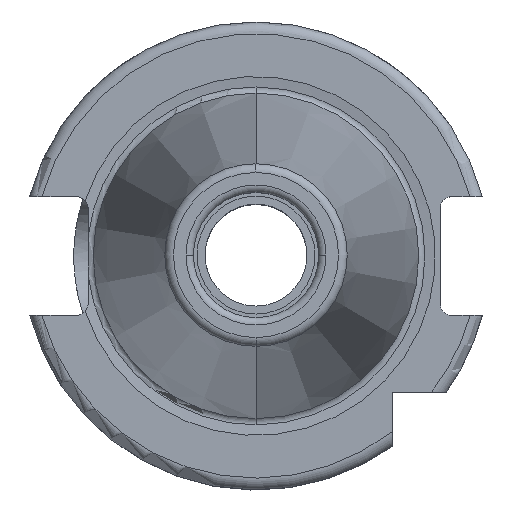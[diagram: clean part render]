
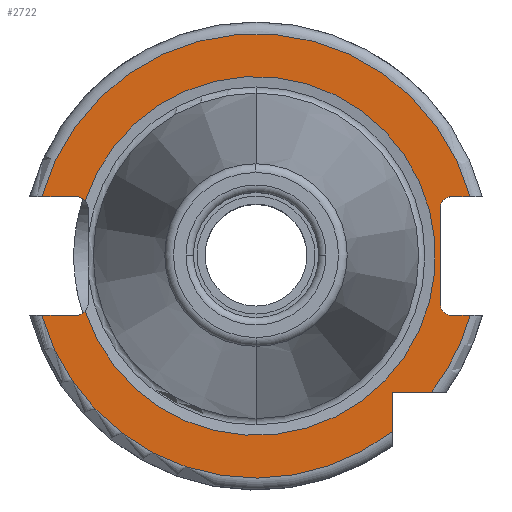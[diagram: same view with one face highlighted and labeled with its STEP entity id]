
A CAD part, top view. The second image highlights one B-rep face of the part: STEP entity #2722.
In plain terms, the highlighted face is planar.
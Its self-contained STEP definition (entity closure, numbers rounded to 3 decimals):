
#168=CARTESIAN_POINT('',(24.4,6.45,3.2));
#169=DIRECTION('',(0.,0.,1.));
#170=DIRECTION('',(0.,1.,0.));
#171=AXIS2_PLACEMENT_3D('',#168,#169,#170);
#198=CARTESIAN_POINT('',(23.189,-7.496,3.2));
#203=CARTESIAN_POINT('',(24.4,-6.45,3.2));
#204=DIRECTION('',(0.,0.,1.));
#205=DIRECTION('',(-0.757,-0.654,0.));
#206=AXIS2_PLACEMENT_3D('',#203,#204,#205);
#243=CARTESIAN_POINT('',(0.,0.,3.2));
#244=DIRECTION('',(0.,0.,1.));
#245=DIRECTION('',(0.952,0.308,0.));
#246=AXIS2_PLACEMENT_3D('',#243,#244,#245);
#251=DIRECTION('',(0.,1.,0.));
#252=VECTOR('',#251,12.9);
#253=CARTESIAN_POINT('',(-25.,-6.45,3.2));
#254=LINE('',#253,#252);
#258=DIRECTION('',(1.,0.,0.));
#259=VECTOR('',#258,2.481);
#260=CARTESIAN_POINT('',(-29.081,-8.05,3.2));
#261=LINE('',#260,#259);
#265=DIRECTION('',(-1.,0.,0.));
#266=VECTOR('',#265,5.339);
#267=CARTESIAN_POINT('',(-18.5,-18.5,3.2));
#268=LINE('',#267,#266);
#272=DIRECTION('',(0.,1.,0.));
#273=VECTOR('',#272,5.339);
#274=CARTESIAN_POINT('',(-18.5,-23.839,3.2));
#275=LINE('',#274,#273);
#279=DIRECTION('',(-1.,0.,0.));
#280=VECTOR('',#279,4.681);
#281=CARTESIAN_POINT('',(29.081,-8.05,3.2));
#282=LINE('',#281,#280);
#286=DIRECTION('',(-1.,0.,0.));
#287=VECTOR('',#286,4.681);
#288=CARTESIAN_POINT('',(29.081,8.05,3.2));
#289=LINE('',#288,#287);
#293=DIRECTION('',(1.,0.,0.));
#294=VECTOR('',#293,2.481);
#295=CARTESIAN_POINT('',(-29.081,8.05,3.2));
#296=LINE('',#295,#294);
#307=CARTESIAN_POINT('',(-26.6,6.45,3.2));
#308=DIRECTION('',(0.,0.,1.));
#309=DIRECTION('',(1.,0.,0.));
#310=AXIS2_PLACEMENT_3D('',#307,#308,#309);
#371=CARTESIAN_POINT('',(-29.081,8.05,3.2));
#383=CARTESIAN_POINT('',(0.,0.,3.2));
#384=DIRECTION('',(0.,0.,-1.));
#385=DIRECTION('',(-0.964,0.267,0.));
#386=AXIS2_PLACEMENT_3D('',#383,#384,#385);
#398=CARTESIAN_POINT('',(29.081,8.05,3.2));
#431=CARTESIAN_POINT('',(29.081,-8.05,3.2));
#443=CARTESIAN_POINT('',(0.,0.,3.2));
#444=DIRECTION('',(0.,0.,-1.));
#445=DIRECTION('',(0.964,-0.267,0.));
#446=AXIS2_PLACEMENT_3D('',#443,#444,#445);
#463=CARTESIAN_POINT('',(0.,0.,3.2));
#464=DIRECTION('',(0.,0.,-1.));
#465=DIRECTION('',(-0.79,-0.613,0.));
#466=AXIS2_PLACEMENT_3D('',#463,#464,#465);
#478=CARTESIAN_POINT('',(-29.081,-8.05,3.2));
#652=CARTESIAN_POINT('',(-26.6,-6.45,3.2));
#653=DIRECTION('',(0.,0.,1.));
#654=DIRECTION('',(0.,-1.,0.));
#655=AXIS2_PLACEMENT_3D('',#652,#653,#654);
#2338=VERTEX_POINT('',#431);
#2339=VERTEX_POINT('',#398);
#2384=VERTEX_POINT('',#371);
#2385=VERTEX_POINT('',#478);
#2410=CARTESIAN_POINT('',(-18.5,-23.839,3.2));
#2411=CARTESIAN_POINT('',(-18.5,-18.5,3.2));
#2412=VERTEX_POINT('',#2410);
#2413=VERTEX_POINT('',#2411);
#2414=CARTESIAN_POINT('',(-23.839,-18.5,3.2));
#2415=VERTEX_POINT('',#2414);
#2462=CARTESIAN_POINT('',(-25.,6.45,3.2));
#2464=VERTEX_POINT('',#2462);
#2466=CARTESIAN_POINT('',(-26.6,8.05,3.2));
#2468=VERTEX_POINT('',#2466);
#2471=CARTESIAN_POINT('',(-25.,-6.45,3.2));
#2473=VERTEX_POINT('',#2471);
#2475=CARTESIAN_POINT('',(-26.6,-8.05,3.2));
#2477=VERTEX_POINT('',#2475);
#2483=CARTESIAN_POINT('',(24.4,8.05,3.2));
#2485=VERTEX_POINT('',#2483);
#2490=CARTESIAN_POINT('',(24.4,-8.05,3.2));
#2492=VERTEX_POINT('',#2490);
#2496=CARTESIAN_POINT('',(23.189,7.496,3.2));
#2497=VERTEX_POINT('',#2496);
#2498=VERTEX_POINT('',#198);
#2688=CARTESIAN_POINT('',(0.,0.,3.2));
#2689=DIRECTION('',(0.,0.,-1.));
#2690=DIRECTION('',(0.,-1.,0.));
#2691=AXIS2_PLACEMENT_3D('',#2688,#2689,#2690);
#2692=PLANE('',#2691);
#2694=ORIENTED_EDGE('',*,*,#2693,.F.);
#2696=ORIENTED_EDGE('',*,*,#2695,.F.);
#2698=ORIENTED_EDGE('',*,*,#2697,.F.);
#2700=ORIENTED_EDGE('',*,*,#2699,.F.);
#2702=ORIENTED_EDGE('',*,*,#2701,.F.);
#2704=ORIENTED_EDGE('',*,*,#2703,.F.);
#2706=ORIENTED_EDGE('',*,*,#2705,.F.);
#2708=ORIENTED_EDGE('',*,*,#2707,.T.);
#2709=ORIENTED_EDGE('',*,*,#2659,.F.);
#2710=ORIENTED_EDGE('',*,*,#2676,.F.);
#2711=ORIENTED_EDGE('',*,*,#2630,.F.);
#2713=ORIENTED_EDGE('',*,*,#2712,.F.);
#2715=ORIENTED_EDGE('',*,*,#2714,.F.);
#2717=ORIENTED_EDGE('',*,*,#2716,.T.);
#2719=ORIENTED_EDGE('',*,*,#2718,.F.);
#2720=EDGE_LOOP('',(#2694,#2696,#2698,#2700,#2702,#2704,#2706,#2708,#2709,#2710,
#2711,#2713,#2715,#2717,#2719));
#2721=FACE_OUTER_BOUND('',#2720,.F.);
#2722=ADVANCED_FACE('',(#2721),#2692,.T.);
#172=CIRCLE('',#171,1.6);
#207=CIRCLE('',#206,1.6);
#247=CIRCLE('',#246,24.371);
#311=CIRCLE('',#310,1.6);
#387=CIRCLE('',#386,30.175);
#447=CIRCLE('',#446,30.175);
#467=CIRCLE('',#466,30.175);
#656=CIRCLE('',#655,1.6);
#2630=EDGE_CURVE('',#2485,#2497,#172,.T.);
#2659=EDGE_CURVE('',#2498,#2492,#207,.T.);
#2676=EDGE_CURVE('',#2497,#2498,#247,.T.);
#2693=EDGE_CURVE('',#2473,#2464,#254,.T.);
#2695=EDGE_CURVE('',#2477,#2473,#656,.T.);
#2697=EDGE_CURVE('',#2385,#2477,#261,.T.);
#2699=EDGE_CURVE('',#2415,#2385,#467,.T.);
#2701=EDGE_CURVE('',#2413,#2415,#268,.T.);
#2703=EDGE_CURVE('',#2412,#2413,#275,.T.);
#2705=EDGE_CURVE('',#2338,#2412,#447,.T.);
#2707=EDGE_CURVE('',#2338,#2492,#282,.T.);
#2712=EDGE_CURVE('',#2339,#2485,#289,.T.);
#2714=EDGE_CURVE('',#2384,#2339,#387,.T.);
#2716=EDGE_CURVE('',#2384,#2468,#296,.T.);
#2718=EDGE_CURVE('',#2464,#2468,#311,.T.);
